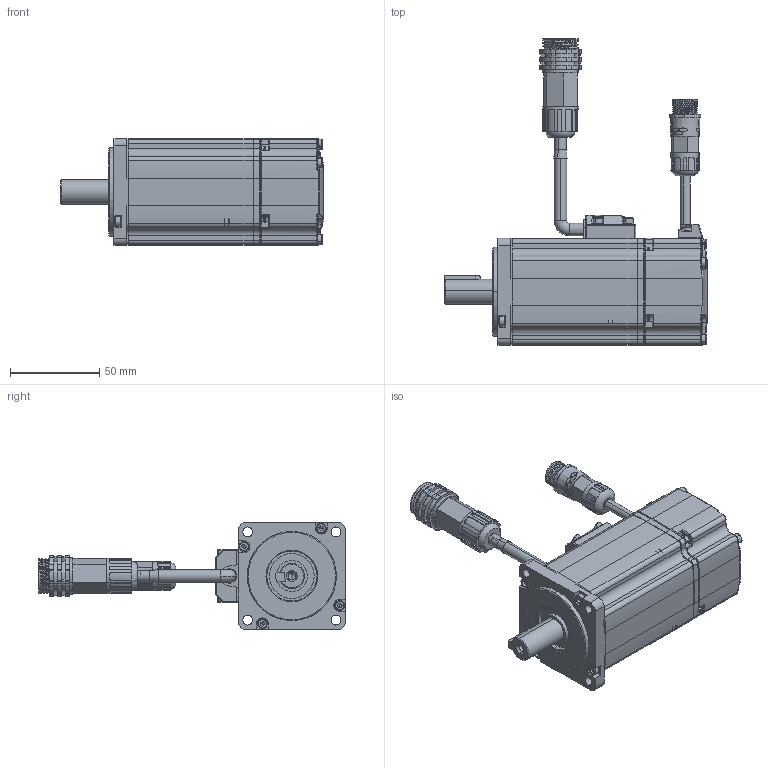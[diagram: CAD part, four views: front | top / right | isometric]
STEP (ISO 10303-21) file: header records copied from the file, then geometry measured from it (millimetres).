
FILE_DESCRIPTION (( 'STEP AP203' ), '1' );
FILE_NAME ('MXL-04A0630FA222.STEP', '2022-08-03T03:50:09', ( '' ), ( '' ), 'SwSTEP 2.0', 'SolidWorks 2018', '' );
FILE_SCHEMA (( 'CONFIG_CONTROL_DESIGN' ));
Length unit declared in the file: millimetre
Products named in the file (1): MXL-04A0630FA222
Bounding box: 147.5 x 171.99 x 60 mm (x, y, z)
Volume: 179976.5 mm3; surface area: 107973.3 mm2
Topology: 61 solids, 61 shells, 2222 faces, 5289 edges, 3217 vertices
Faces by surface type: plane 862, cylinder 720, cone 213, bspline 197, torus 179, sphere 51
Entity records: 86500 total; most frequent: CARTESIAN_POINT 35663, DIRECTION 10860, ORIENTED_EDGE 10412, EDGE_CURVE 5206, AXIS2_PLACEMENT_3D 4229, VERTEX_POINT 3217, EDGE_LOOP 2439, LINE 2402
